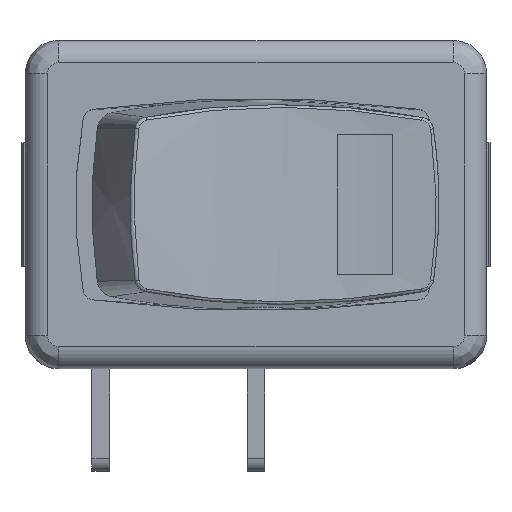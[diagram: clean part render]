
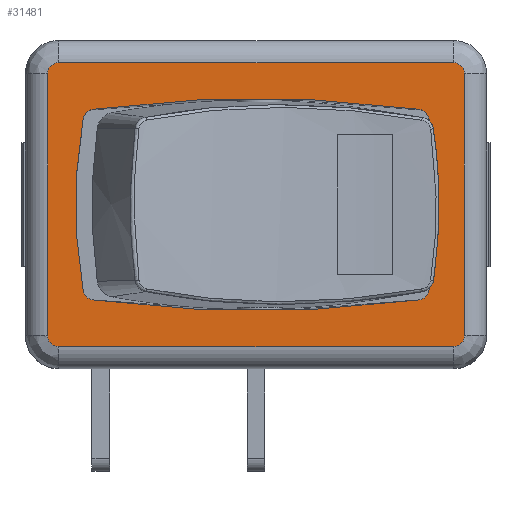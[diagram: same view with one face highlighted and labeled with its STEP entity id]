
A CAD part, top view. The second image highlights one B-rep face of the part: STEP entity #31481.
In plain terms, the highlighted planar face has unit normal (0, 0, 1).
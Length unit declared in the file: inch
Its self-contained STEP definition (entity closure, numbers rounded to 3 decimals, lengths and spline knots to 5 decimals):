
#2060=CARTESIAN_POINT('',(0.30788,0.14679,0.62992));
#2061=VERTEX_POINT('',#2060);
#2062=CARTESIAN_POINT('',(0.3135,0.13457,0.62992));
#2063=VERTEX_POINT('',#2062);
#2064=CARTESIAN_POINT('',(0.289,0.13121,0.62992));
#2065=DIRECTION('',(0.0,0.0,-1.0));
#2066=DIRECTION('',(-1.0,0.0,0.0));
#2067=AXIS2_PLACEMENT_3D('',#2064,#2065,#2066);
#2068=ELLIPSE('',#2067,0.02474,0.0241);
#2069=EDGE_CURVE('',#2061,#2063,#2068,.T.);
#2186=CARTESIAN_POINT('',(0.3135,-0.13457,0.62992));
#2187=VERTEX_POINT('',#2186);
#2188=CARTESIAN_POINT('',(-0.66935,0.,0.62992));
#2189=DIRECTION('',(0.0,0.0,-1.0));
#2190=DIRECTION('',(-1.0,0.0,0.0));
#2191=AXIS2_PLACEMENT_3D('',#2188,#2189,#2190);
#2192=ELLIPSE('',#2191,0.9925,0.96703);
#2193=EDGE_CURVE('',#2063,#2187,#2192,.T.);
#4327=CARTESIAN_POINT('',(0.30788,-0.14679,0.62992));
#4328=VERTEX_POINT('',#4327);
#4329=CARTESIAN_POINT('',(0.289,-0.13121,0.62992));
#4330=DIRECTION('',(0.0,0.0,-1.0));
#4331=DIRECTION('',(1.0,0.0,0.0));
#4332=AXIS2_PLACEMENT_3D('',#4329,#4330,#4331);
#4333=ELLIPSE('',#4332,0.02474,0.0241);
#4334=EDGE_CURVE('',#2187,#4328,#4333,.T.);
#4486=CARTESIAN_POINT('',(0.30678,0.15309,0.62992));
#4487=VERTEX_POINT('',#4486);
#4488=CARTESIAN_POINT('',(-0.54573,0.,0.62992));
#4489=DIRECTION('',(0.0,0.0,-1.0));
#4490=DIRECTION('',(-0.984,0.177,0.0));
#4491=AXIS2_PLACEMENT_3D('',#4488,#4489,#4490);
#4492=CIRCLE('',#4491,0.86614);
#4493=EDGE_CURVE('',#4487,#2061,#4492,.T.);
#4512=CARTESIAN_POINT('',(0.30678,-0.15309,0.62992));
#4513=VERTEX_POINT('',#4512);
#4520=CARTESIAN_POINT('',(-0.54573,0.,0.62992));
#4521=DIRECTION('',(0.0,0.0,-1.0));
#4522=DIRECTION('',(-0.984,0.177,0.0));
#4523=AXIS2_PLACEMENT_3D('',#4520,#4521,#4522);
#4524=CIRCLE('',#4523,0.86614);
#4525=EDGE_CURVE('',#4328,#4513,#4524,.T.);
#30707=CARTESIAN_POINT('',(0.29004,0.16911,0.62992));
#30708=VERTEX_POINT('',#30707);
#30715=CARTESIAN_POINT('',(-0.29004,0.16911,0.62992));
#30716=VERTEX_POINT('',#30715);
#30717=CARTESIAN_POINT('',(0.,-1.97673,0.62992));
#30718=DIRECTION('',(0.0,0.0,-1.0));
#30719=DIRECTION('',(-0.134,-0.991,0.0));
#30720=AXIS2_PLACEMENT_3D('',#30717,#30718,#30719);
#30721=CIRCLE('',#30720,2.16535);
#30722=EDGE_CURVE('',#30716,#30708,#30721,.T.);
#30753=CARTESIAN_POINT('',(-0.30678,0.15309,0.62992));
#30754=VERTEX_POINT('',#30753);
#30755=CARTESIAN_POINT('',(-0.2874,0.14961,0.62992));
#30756=DIRECTION('',(0.0,0.0,-1.0));
#30757=DIRECTION('',(0.134,-0.991,0.0));
#30758=AXIS2_PLACEMENT_3D('',#30755,#30756,#30757);
#30759=CIRCLE('',#30758,0.01969);
#30760=EDGE_CURVE('',#30754,#30716,#30759,.T.);
#30786=CARTESIAN_POINT('',(-0.30678,-0.15309,0.62992));
#30787=VERTEX_POINT('',#30786);
#30788=CARTESIAN_POINT('',(0.54573,0.,0.62992));
#30789=DIRECTION('',(0.0,0.0,-1.0));
#30790=DIRECTION('',(0.984,-0.177,0.0));
#30791=AXIS2_PLACEMENT_3D('',#30788,#30789,#30790);
#30792=CIRCLE('',#30791,0.86614);
#30793=EDGE_CURVE('',#30787,#30754,#30792,.T.);
#30819=CARTESIAN_POINT('',(-0.29004,-0.16911,0.62992));
#30820=VERTEX_POINT('',#30819);
#30821=CARTESIAN_POINT('',(-0.2874,-0.14961,0.62992));
#30822=DIRECTION('',(0.0,0.0,-1.0));
#30823=DIRECTION('',(0.984,0.177,0.0));
#30824=AXIS2_PLACEMENT_3D('',#30821,#30822,#30823);
#30825=CIRCLE('',#30824,0.01969);
#30826=EDGE_CURVE('',#30820,#30787,#30825,.T.);
#30852=CARTESIAN_POINT('',(0.29004,-0.16911,0.62992));
#30853=VERTEX_POINT('',#30852);
#30854=CARTESIAN_POINT('',(0.,1.97673,0.62992));
#30855=DIRECTION('',(0.0,0.0,-1.0));
#30856=DIRECTION('',(0.134,0.991,0.0));
#30857=AXIS2_PLACEMENT_3D('',#30854,#30855,#30856);
#30858=CIRCLE('',#30857,2.16535);
#30859=EDGE_CURVE('',#30853,#30820,#30858,.T.);
#30888=CARTESIAN_POINT('',(0.2874,-0.14961,0.62992));
#30889=DIRECTION('',(0.0,0.0,-1.0));
#30890=DIRECTION('',(-0.134,0.991,0.0));
#30891=AXIS2_PLACEMENT_3D('',#30888,#30889,#30890);
#30892=CIRCLE('',#30891,0.01969);
#30893=EDGE_CURVE('',#4513,#30853,#30892,.T.);
#30912=CARTESIAN_POINT('',(0.2874,0.14961,0.62992));
#30913=DIRECTION('',(0.0,0.0,-1.0));
#30914=DIRECTION('',(-0.984,-0.177,0.0));
#30915=AXIS2_PLACEMENT_3D('',#30912,#30913,#30914);
#30916=CIRCLE('',#30915,0.01969);
#30917=EDGE_CURVE('',#30708,#4487,#30916,.T.);
#30930=CARTESIAN_POINT('',(-0.37008,-0.23228,0.62992));
#30931=VERTEX_POINT('',#30930);
#30939=CARTESIAN_POINT('',(-0.37008,0.23228,0.62992));
#30940=VERTEX_POINT('',#30939);
#30941=CARTESIAN_POINT('',(-0.37008,-0.23228,0.62992));
#30942=DIRECTION('',(0.0,1.0,0.0));
#30943=VECTOR('',#30942,0.46457);
#30944=LINE('',#30941,#30943);
#30945=EDGE_CURVE('',#30931,#30940,#30944,.T.);
#31020=CARTESIAN_POINT('',(-0.35039,-0.25197,0.62992));
#31021=VERTEX_POINT('',#31020);
#31029=CARTESIAN_POINT('',(-0.35039,-0.23228,0.62992));
#31030=DIRECTION('',(0.0,0.0,-1.0));
#31031=DIRECTION('',(-0.707,-0.707,0.0));
#31032=AXIS2_PLACEMENT_3D('',#31029,#31030,#31031);
#31033=CIRCLE('',#31032,0.01969);
#31034=EDGE_CURVE('',#31021,#30931,#31033,.T.);
#31100=CARTESIAN_POINT('',(-0.35039,0.25197,0.62992));
#31101=VERTEX_POINT('',#31100);
#31119=CARTESIAN_POINT('',(-0.35039,0.23228,0.62992));
#31120=DIRECTION('',(0.0,0.0,-1.0));
#31121=DIRECTION('',(-0.707,0.707,0.0));
#31122=AXIS2_PLACEMENT_3D('',#31119,#31120,#31121);
#31123=CIRCLE('',#31122,0.01969);
#31124=EDGE_CURVE('',#30940,#31101,#31123,.T.);
#31136=CARTESIAN_POINT('',(0.35039,-0.25197,0.62992));
#31137=VERTEX_POINT('',#31136);
#31145=CARTESIAN_POINT('',(0.35039,-0.25197,0.62992));
#31146=DIRECTION('',(-1.0,0.0,0.0));
#31147=VECTOR('',#31146,0.70079);
#31148=LINE('',#31145,#31147);
#31149=EDGE_CURVE('',#31137,#31021,#31148,.T.);
#31166=CARTESIAN_POINT('',(0.35039,0.25197,0.62992));
#31167=VERTEX_POINT('',#31166);
#31184=CARTESIAN_POINT('',(-0.35039,0.25197,0.62992));
#31185=DIRECTION('',(1.0,0.0,0.0));
#31186=VECTOR('',#31185,0.70079);
#31187=LINE('',#31184,#31186);
#31188=EDGE_CURVE('',#31101,#31167,#31187,.T.);
#31248=CARTESIAN_POINT('',(0.37008,-0.23228,0.62992));
#31249=VERTEX_POINT('',#31248);
#31257=CARTESIAN_POINT('',(0.35039,-0.23228,0.62992));
#31258=DIRECTION('',(0.0,0.0,-1.0));
#31259=DIRECTION('',(0.707,-0.707,0.0));
#31260=AXIS2_PLACEMENT_3D('',#31257,#31258,#31259);
#31261=CIRCLE('',#31260,0.01969);
#31262=EDGE_CURVE('',#31249,#31137,#31261,.T.);
#31328=CARTESIAN_POINT('',(0.37008,0.23228,0.62992));
#31329=VERTEX_POINT('',#31328);
#31347=CARTESIAN_POINT('',(0.35039,0.23228,0.62992));
#31348=DIRECTION('',(0.0,0.0,-1.0));
#31349=DIRECTION('',(0.707,0.707,0.0));
#31350=AXIS2_PLACEMENT_3D('',#31347,#31348,#31349);
#31351=CIRCLE('',#31350,0.01969);
#31352=EDGE_CURVE('',#31167,#31329,#31351,.T.);
#31370=CARTESIAN_POINT('',(0.37008,0.23228,0.62992));
#31371=DIRECTION('',(0.0,-1.0,0.0));
#31372=VECTOR('',#31371,0.46457);
#31373=LINE('',#31370,#31372);
#31374=EDGE_CURVE('',#31329,#31249,#31373,.T.);
#31452=CARTESIAN_POINT('',(-0.40709,-0.27717,0.62992));
#31453=DIRECTION('',(0.0,0.0,1.0));
#31454=DIRECTION('',(1.0,0.0,0.0));
#31455=AXIS2_PLACEMENT_3D('',#31452,#31453,#31454);
#31456=PLANE('',#31455);
#31457=ORIENTED_EDGE('',*,*,#30945,.F.);
#31458=ORIENTED_EDGE('',*,*,#31034,.F.);
#31459=ORIENTED_EDGE('',*,*,#31149,.F.);
#31460=ORIENTED_EDGE('',*,*,#31262,.F.);
#31461=ORIENTED_EDGE('',*,*,#31374,.F.);
#31462=ORIENTED_EDGE('',*,*,#31352,.F.);
#31463=ORIENTED_EDGE('',*,*,#31188,.F.);
#31464=ORIENTED_EDGE('',*,*,#31124,.F.);
#31465=EDGE_LOOP('',(#31457,#31458,#31459,#31460,#31461,#31462,#31463,#31464));
#31466=FACE_OUTER_BOUND('',#31465,.T.);
#31467=ORIENTED_EDGE('',*,*,#4334,.T.);
#31468=ORIENTED_EDGE('',*,*,#4525,.T.);
#31469=ORIENTED_EDGE('',*,*,#30893,.T.);
#31470=ORIENTED_EDGE('',*,*,#30859,.T.);
#31471=ORIENTED_EDGE('',*,*,#30826,.T.);
#31472=ORIENTED_EDGE('',*,*,#30793,.T.);
#31473=ORIENTED_EDGE('',*,*,#30760,.T.);
#31474=ORIENTED_EDGE('',*,*,#30722,.T.);
#31475=ORIENTED_EDGE('',*,*,#30917,.T.);
#31476=ORIENTED_EDGE('',*,*,#4493,.T.);
#31477=ORIENTED_EDGE('',*,*,#2069,.T.);
#31478=ORIENTED_EDGE('',*,*,#2193,.T.);
#31479=EDGE_LOOP('',(#31467,#31468,#31469,#31470,#31471,#31472,#31473,#31474,#31475,#31476,#31477,#31478));
#31480=FACE_BOUND('',#31479,.T.);
#31481=ADVANCED_FACE('',(#31466,#31480),#31456,.T.);
